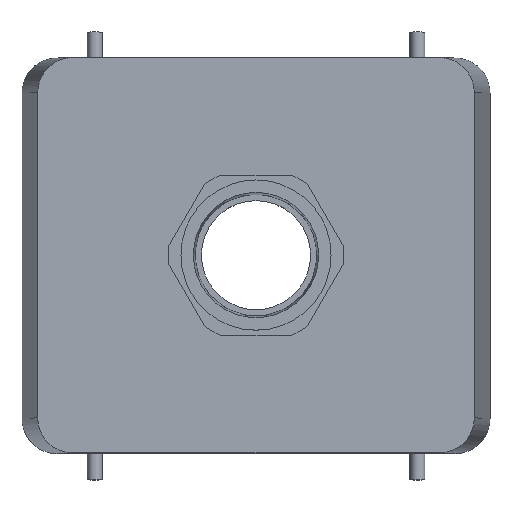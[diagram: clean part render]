
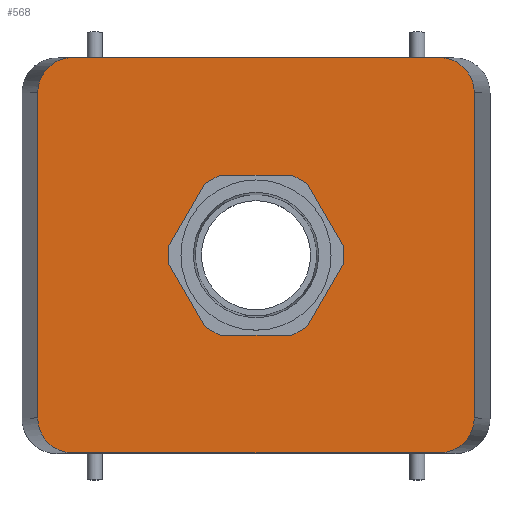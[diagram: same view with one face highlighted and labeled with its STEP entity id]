
A CAD part, top view. The second image highlights one B-rep face of the part: STEP entity #568.
In plain terms, the highlighted planar face has unit normal (0, 0, 1).
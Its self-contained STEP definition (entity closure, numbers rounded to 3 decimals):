
#568 = ADVANCED_FACE( '', ( #1187, #1188 ), #1189, .T. );
#1187 = FACE_BOUND( '', #1822, .T. );
#1188 = FACE_OUTER_BOUND( '', #1823, .T. );
#1189 = PLANE( '', #1824 );
#1822 = EDGE_LOOP( '', ( #3498 ) );
#1823 = EDGE_LOOP( '', ( #3499, #3500, #3501, #3502, #3503, #3504, #3505, #3506 ) );
#1824 = AXIS2_PLACEMENT_3D( '', #3507, #3508, #3509 );
#3498 = ORIENTED_EDGE( '', *, *, #4293, .F. );
#3499 = ORIENTED_EDGE( '', *, *, #3864, .T. );
#3500 = ORIENTED_EDGE( '', *, *, #4199, .T. );
#3501 = ORIENTED_EDGE( '', *, *, #4057, .T. );
#3502 = ORIENTED_EDGE( '', *, *, #3901, .F. );
#3503 = ORIENTED_EDGE( '', *, *, #4188, .F. );
#3504 = ORIENTED_EDGE( '', *, *, #3794, .T. );
#3505 = ORIENTED_EDGE( '', *, *, #4084, .F. );
#3506 = ORIENTED_EDGE( '', *, *, #4272, .F. );
#3507 = CARTESIAN_POINT( '', ( -43.606, 0., 95. ) );
#3508 = DIRECTION( '', ( 0., 0., 1. ) );
#3509 = DIRECTION( '', ( 1., 0., 0. ) );
#3794 = EDGE_CURVE( '', #4552, #4550, #4553, .T. );
#3864 = EDGE_CURVE( '', #4668, #4666, #4669, .T. );
#3901 = EDGE_CURVE( '', #4730, #4732, #4733, .T. );
#4057 = EDGE_CURVE( '', #4966, #4732, #4970, .T. );
#4084 = EDGE_CURVE( '', #5006, #4550, #5008, .T. );
#4188 = EDGE_CURVE( '', #4552, #4730, #5134, .T. );
#4199 = EDGE_CURVE( '', #4666, #4966, #5147, .T. );
#4272 = EDGE_CURVE( '', #4668, #5006, #5235, .T. );
#4293 = EDGE_CURVE( '', #5256, #5256, #5257, .T. );
#4550 = VERTEX_POINT( '', #5604 );
#4552 = VERTEX_POINT( '', #5607 );
#4553 = ELLIPSE( '', #5608, 7.01, 7. );
#4666 = VERTEX_POINT( '', #5764 );
#4668 = VERTEX_POINT( '', #5767 );
#4669 = LINE( '', #5768, #5769 );
#4730 = VERTEX_POINT( '', #5851 );
#4732 = VERTEX_POINT( '', #5854 );
#4733 = ELLIPSE( '', #5855, 7.01, 7. );
#4966 = VERTEX_POINT( '', #6224 );
#4970 = LINE( '', #6230, #6231 );
#5006 = VERTEX_POINT( '', #6326 );
#5008 = LINE( '', #6329, #6330 );
#5134 = LINE( '', #6606, #6607 );
#5147 = ELLIPSE( '', #6627, 7.01, 7. );
#5235 = ELLIPSE( '', #6740, 7.01, 7. );
#5256 = VERTEX_POINT( '', #6767 );
#5257 = CIRCLE( '', #6768, 15.5 );
#5604 = CARTESIAN_POINT( '', ( 36.596, 39.5, 95. ) );
#5607 = CARTESIAN_POINT( '', ( 43.606, 32.5, 95. ) );
#5608 = AXIS2_PLACEMENT_3D( '', #6937, #6938, #6939 );
#5764 = CARTESIAN_POINT( '', ( -43.606, -32.5, 95. ) );
#5767 = CARTESIAN_POINT( '', ( -43.606, 32.5, 95. ) );
#5768 = CARTESIAN_POINT( '', ( -43.606, 0., 95. ) );
#5769 = VECTOR( '', #7023, 1000. );
#5851 = CARTESIAN_POINT( '', ( 43.606, -32.5, 95. ) );
#5854 = CARTESIAN_POINT( '', ( 36.596, -39.5, 95. ) );
#5855 = AXIS2_PLACEMENT_3D( '', #7073, #7074, #7075 );
#6224 = CARTESIAN_POINT( '', ( -36.596, -39.5, 95. ) );
#6230 = CARTESIAN_POINT( '', ( -43.606, -39.5, 95. ) );
#6231 = VECTOR( '', #7208, 1000. );
#6326 = CARTESIAN_POINT( '', ( -36.596, 39.5, 95. ) );
#6329 = CARTESIAN_POINT( '', ( -43.606, 39.5, 95. ) );
#6330 = VECTOR( '', #7229, 1000. );
#6606 = CARTESIAN_POINT( '', ( 43.606, 0., 95. ) );
#6607 = VECTOR( '', #7293, 1000. );
#6627 = AXIS2_PLACEMENT_3D( '', #7301, #7302, #7303 );
#6740 = AXIS2_PLACEMENT_3D( '', #7368, #7369, #7370 );
#6767 = CARTESIAN_POINT( '', ( 15.5, 0., 95. ) );
#6768 = AXIS2_PLACEMENT_3D( '', #7380, #7381, #7382 );
#6937 = CARTESIAN_POINT( '', ( 36.596, 32.5, 95. ) );
#6938 = DIRECTION( '', ( 0., 0., 1. ) );
#6939 = DIRECTION( '', ( 1., 0., 0. ) );
#7023 = DIRECTION( '', ( 0., -1., 0. ) );
#7073 = CARTESIAN_POINT( '', ( 36.596, -32.5, 95. ) );
#7074 = DIRECTION( '', ( 0., 0., -1. ) );
#7075 = DIRECTION( '', ( 1., 0., 0. ) );
#7208 = DIRECTION( '', ( 1., 0., 0. ) );
#7229 = DIRECTION( '', ( 1., 0., 0. ) );
#7293 = DIRECTION( '', ( 0., -1., 0. ) );
#7301 = CARTESIAN_POINT( '', ( -36.596, -32.5, 95. ) );
#7302 = DIRECTION( '', ( 0., 0., 1. ) );
#7303 = DIRECTION( '', ( -1., 0., 0. ) );
#7368 = CARTESIAN_POINT( '', ( -36.596, 32.5, 95. ) );
#7369 = DIRECTION( '', ( 0., 0., -1. ) );
#7370 = DIRECTION( '', ( -1., 0., 0. ) );
#7380 = CARTESIAN_POINT( '', ( 0., 0., 95. ) );
#7381 = DIRECTION( '', ( 0., 0., 1. ) );
#7382 = DIRECTION( '', ( 1., 0., 0. ) );
